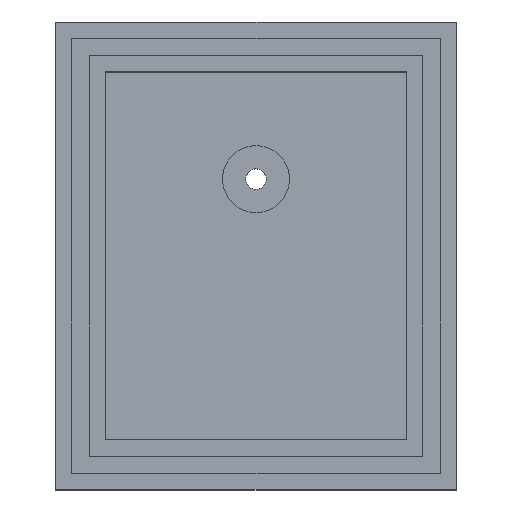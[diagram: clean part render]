
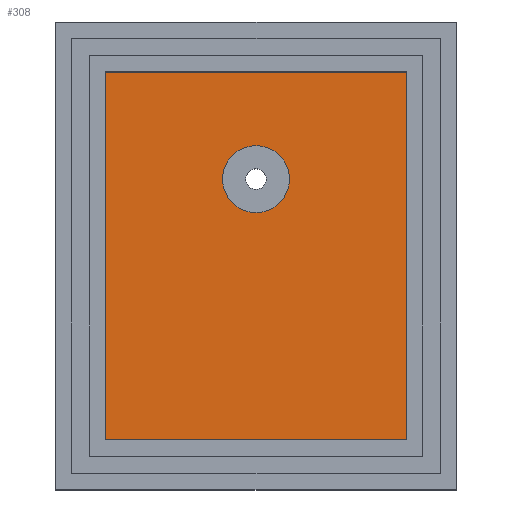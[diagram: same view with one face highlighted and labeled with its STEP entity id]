
A CAD part, top view. The second image highlights one B-rep face of the part: STEP entity #308.
In plain terms, the highlighted planar face has unit normal (0, 0, 1).
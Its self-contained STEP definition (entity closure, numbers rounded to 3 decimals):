
#14=CIRCLE('',#893,10.);
#29=ORIENTED_EDGE('',*,*,#135,.F.);
#30=ORIENTED_EDGE('',*,*,#136,.F.);
#31=ORIENTED_EDGE('',*,*,#137,.F.);
#32=ORIENTED_EDGE('',*,*,#138,.F.);
#33=ORIENTED_EDGE('',*,*,#139,.F.);
#135=EDGE_CURVE('',#188,#188,#14,.T.);
#136=EDGE_CURVE('',#189,#190,#664,.T.);
#137=EDGE_CURVE('',#191,#189,#665,.T.);
#138=EDGE_CURVE('',#192,#191,#666,.T.);
#139=EDGE_CURVE('',#190,#192,#667,.T.);
#188=VERTEX_POINT('',#1170);
#189=VERTEX_POINT('',#1172);
#190=VERTEX_POINT('',#1173);
#191=VERTEX_POINT('',#1175);
#192=VERTEX_POINT('',#1177);
#219=EDGE_LOOP('',(#29));
#220=EDGE_LOOP('',(#30,#31,#32,#33));
#253=FACE_BOUND('',#219,.T.);
#254=FACE_BOUND('',#220,.T.);
#286=PLANE('',#892);
#308=ADVANCED_FACE('',(#253,#254),#286,.T.);
#664=LINE('',#1171,#738);
#665=LINE('',#1174,#739);
#666=LINE('',#1176,#740);
#667=LINE('',#1178,#741);
#738=VECTOR('',#973,1000.);
#739=VECTOR('',#974,1000.);
#740=VECTOR('',#975,1000.);
#741=VECTOR('',#976,1000.);
#892=AXIS2_PLACEMENT_3D('',#1168,#969,#970);
#893=AXIS2_PLACEMENT_3D('',#1169,#971,#972);
#969=DIRECTION('',(0.,0.,1.));
#970=DIRECTION('',(1.,0.,0.));
#971=DIRECTION('',(0.,0.,1.));
#972=DIRECTION('',(0.,1.,0.));
#973=DIRECTION('',(1.,0.,0.));
#974=DIRECTION('',(0.,1.,0.));
#975=DIRECTION('',(-1.,0.,0.));
#976=DIRECTION('',(0.,-1.,0.));
#1168=CARTESIAN_POINT('',(0.,0.,10.));
#1169=CARTESIAN_POINT('',(0.,23.,10.));
#1170=CARTESIAN_POINT('',(0.,33.,10.));
#1171=CARTESIAN_POINT('',(-45.,55.05,10.));
#1172=CARTESIAN_POINT('',(-45.05,55.05,10.));
#1173=CARTESIAN_POINT('',(45.05,55.05,10.));
#1174=CARTESIAN_POINT('',(-45.05,-55.,10.));
#1175=CARTESIAN_POINT('',(-45.05,-55.05,10.));
#1176=CARTESIAN_POINT('',(45.,-55.05,10.));
#1177=CARTESIAN_POINT('',(45.05,-55.05,10.));
#1178=CARTESIAN_POINT('',(45.05,55.,10.));
